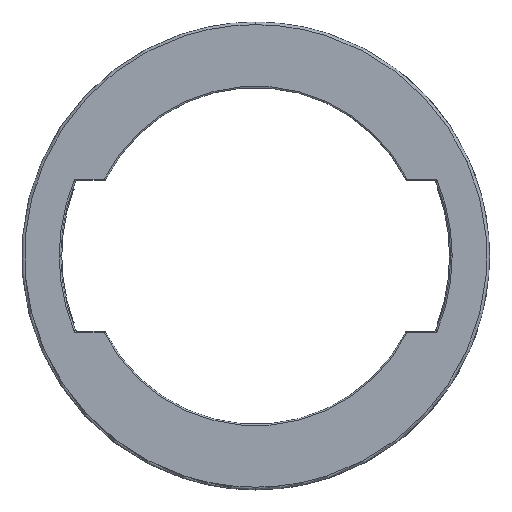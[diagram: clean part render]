
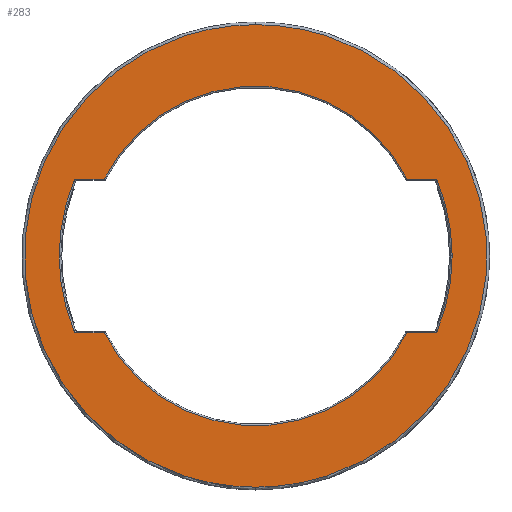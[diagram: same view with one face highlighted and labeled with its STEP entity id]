
A CAD part, top view. The second image highlights one B-rep face of the part: STEP entity #283.
In plain terms, the highlighted planar face has unit normal (0, 0, 1).
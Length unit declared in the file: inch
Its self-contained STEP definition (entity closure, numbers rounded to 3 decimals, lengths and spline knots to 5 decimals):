
#283=ADVANCED_FACE('',(#562,#563),#564,.T.);
#562=FACE_OUTER_BOUND('',#1016,.T.);
#563=FACE_BOUND('',#1017,.T.);
#564=PLANE('',#1018);
#1016=EDGE_LOOP('',(#1749,#1750,#1751,#1752,#1753,#1754));
#1017=EDGE_LOOP('',(#1755,#1756,#1757,#1758,#1759,#1760,#1761,#1762,#1763,#1764,#1765,#1766,#1767,#1768));
#1018=AXIS2_PLACEMENT_3D('',#1769,#1770,#1771);
#1749=ORIENTED_EDGE('',*,*,#1881,.F.);
#1750=ORIENTED_EDGE('',*,*,#1880,.F.);
#1751=ORIENTED_EDGE('',*,*,#1879,.F.);
#1752=ORIENTED_EDGE('',*,*,#1873,.F.);
#1753=ORIENTED_EDGE('',*,*,#1872,.F.);
#1754=ORIENTED_EDGE('',*,*,#1871,.F.);
#1755=ORIENTED_EDGE('',*,*,#1886,.T.);
#1756=ORIENTED_EDGE('',*,*,#1890,.T.);
#1757=ORIENTED_EDGE('',*,*,#1893,.T.);
#1758=ORIENTED_EDGE('',*,*,#1898,.T.);
#1759=ORIENTED_EDGE('',*,*,#1902,.T.);
#1760=ORIENTED_EDGE('',*,*,#1867,.T.);
#1761=ORIENTED_EDGE('',*,*,#1906,.T.);
#1762=ORIENTED_EDGE('',*,*,#1909,.T.);
#1763=ORIENTED_EDGE('',*,*,#1913,.T.);
#1764=ORIENTED_EDGE('',*,*,#1919,.T.);
#1765=ORIENTED_EDGE('',*,*,#1924,.T.);
#1766=ORIENTED_EDGE('',*,*,#1927,.T.);
#1767=ORIENTED_EDGE('',*,*,#1862,.T.);
#1768=ORIENTED_EDGE('',*,*,#1930,.T.);
#1769=CARTESIAN_POINT('',(0.,0.,0.22464));
#1770=DIRECTION('',(0.,0.,1.0));
#1771=DIRECTION('',(0.,1.0,0.0));
#1862=EDGE_CURVE('',#2227,#2224,#2228,.F.);
#1867=EDGE_CURVE('',#2235,#2233,#2236,.F.);
#1871=EDGE_CURVE('',#2239,#2241,#2242,.T.);
#1872=EDGE_CURVE('',#2241,#2243,#2244,.T.);
#1873=EDGE_CURVE('',#2243,#2245,#2246,.T.);
#1879=EDGE_CURVE('',#2245,#2254,#2255,.T.);
#1880=EDGE_CURVE('',#2254,#2256,#2257,.T.);
#1881=EDGE_CURVE('',#2256,#2239,#2258,.T.);
#1886=EDGE_CURVE('',#2260,#2265,#2267,.F.);
#1890=EDGE_CURVE('',#2265,#2271,#2273,.T.);
#1893=EDGE_CURVE('',#2271,#2276,#2278,.F.);
#1898=EDGE_CURVE('',#2276,#2284,#2286,.T.);
#1902=EDGE_CURVE('',#2284,#2235,#2291,.F.);
#1906=EDGE_CURVE('',#2233,#2294,#2296,.F.);
#1909=EDGE_CURVE('',#2294,#2299,#2301,.F.);
#1913=EDGE_CURVE('',#2299,#2305,#2307,.T.);
#1919=EDGE_CURVE('',#2305,#2314,#2316,.F.);
#1924=EDGE_CURVE('',#2314,#2322,#2324,.T.);
#1927=EDGE_CURVE('',#2322,#2227,#2327,.F.);
#1930=EDGE_CURVE('',#2224,#2260,#2330,.F.);
#2224=VERTEX_POINT('',#2773);
#2227=VERTEX_POINT('',#2776);
#2228=CIRCLE('',#2777,0.57874);
#2233=VERTEX_POINT('',#2782);
#2235=VERTEX_POINT('',#2784);
#2236=CIRCLE('',#2785,0.57874);
#2239=VERTEX_POINT('',#2788);
#2241=VERTEX_POINT('',#2790);
#2242=CIRCLE('',#2791,0.6811);
#2243=VERTEX_POINT('',#2792);
#2244=CIRCLE('',#2793,0.6811);
#2245=VERTEX_POINT('',#2794);
#2246=CIRCLE('',#2795,0.6811);
#2254=VERTEX_POINT('',#2803);
#2255=CIRCLE('',#2804,0.6811);
#2256=VERTEX_POINT('',#2805);
#2257=CIRCLE('',#2806,0.6811);
#2258=CIRCLE('',#2807,0.6811);
#2260=VERTEX_POINT('',#2809);
#2265=VERTEX_POINT('',#2814);
#2267=CIRCLE('',#2816,0.00787);
#2271=VERTEX_POINT('',#2821);
#2273=LINE('',#2823,#2824);
#2276=VERTEX_POINT('',#2827);
#2278=CIRCLE('',#2829,0.5);
#2284=VERTEX_POINT('',#2835);
#2286=LINE('',#2837,#2838);
#2291=CIRCLE('',#2844,0.00787);
#2294=VERTEX_POINT('',#2847);
#2296=CIRCLE('',#2849,0.57874);
#2299=VERTEX_POINT('',#2852);
#2301=CIRCLE('',#2854,0.00787);
#2305=VERTEX_POINT('',#2858);
#2307=LINE('',#2860,#2861);
#2314=VERTEX_POINT('',#2869);
#2316=CIRCLE('',#2871,0.5);
#2322=VERTEX_POINT('',#2878);
#2324=LINE('',#2880,#2881);
#2327=CIRCLE('',#2884,0.00787);
#2330=CIRCLE('',#2887,0.57874);
#2773=CARTESIAN_POINT('',(-0.57874,0.,0.22464));
#2776=CARTESIAN_POINT('',(-0.53467,-0.22152,0.22464));
#2777=AXIS2_PLACEMENT_3D('',#3485,#3486,#3487);
#2782=CARTESIAN_POINT('',(0.57874,0.,0.22464));
#2784=CARTESIAN_POINT('',(0.53467,0.22152,0.22464));
#2785=AXIS2_PLACEMENT_3D('',#3497,#3498,#3499);
#2788=CARTESIAN_POINT('',(0.,0.6811,0.22464));
#2790=CARTESIAN_POINT('',(0.20866,0.64835,0.22464));
#2791=AXIS2_PLACEMENT_3D('',#3506,#3507,#3508);
#2792=CARTESIAN_POINT('',(0.20866,-0.64835,0.22464));
#2793=AXIS2_PLACEMENT_3D('',#3509,#3510,#3511);
#2794=CARTESIAN_POINT('',(0.,-0.6811,0.22464));
#2795=AXIS2_PLACEMENT_3D('',#3512,#3513,#3514);
#2803=CARTESIAN_POINT('',(-0.20866,-0.64835,0.22464));
#2804=AXIS2_PLACEMENT_3D('',#3527,#3528,#3529);
#2805=CARTESIAN_POINT('',(-0.20866,0.64835,0.22464));
#2806=AXIS2_PLACEMENT_3D('',#3530,#3531,#3532);
#2807=AXIS2_PLACEMENT_3D('',#3533,#3534,#3535);
#2809=CARTESIAN_POINT('',(-0.53467,0.22152,0.22464));
#2814=CARTESIAN_POINT('',(-0.52739,0.22638,0.22464));
#2816=AXIS2_PLACEMENT_3D('',#3545,#3546,#3547);
#2821=CARTESIAN_POINT('',(-0.44582,0.22638,0.22464));
#2823=CARTESIAN_POINT('',(-0.52739,0.22638,0.22464));
#2824=VECTOR('',#3552,0.08158);
#2827=CARTESIAN_POINT('',(0.44582,0.22638,0.22464));
#2829=AXIS2_PLACEMENT_3D('',#3556,#3557,#3558);
#2835=CARTESIAN_POINT('',(0.52739,0.22638,0.22464));
#2837=CARTESIAN_POINT('',(0.44582,0.22638,0.22464));
#2838=VECTOR('',#3568,0.08158);
#2844=AXIS2_PLACEMENT_3D('',#3573,#3574,#3575);
#2847=CARTESIAN_POINT('',(0.53467,-0.22152,0.22464));
#2849=AXIS2_PLACEMENT_3D('',#3582,#3583,#3584);
#2852=CARTESIAN_POINT('',(0.52739,-0.22638,0.22464));
#2854=AXIS2_PLACEMENT_3D('',#3588,#3589,#3590);
#2858=CARTESIAN_POINT('',(0.44582,-0.22638,0.22464));
#2860=CARTESIAN_POINT('',(0.52739,-0.22638,0.22464));
#2861=VECTOR('',#3597,0.08158);
#2869=CARTESIAN_POINT('',(-0.44582,-0.22638,0.22464));
#2871=AXIS2_PLACEMENT_3D('',#3608,#3609,#3610);
#2878=CARTESIAN_POINT('',(-0.52739,-0.22638,0.22464));
#2880=CARTESIAN_POINT('',(-0.44582,-0.22638,0.22464));
#2881=VECTOR('',#3618,0.08158);
#2884=AXIS2_PLACEMENT_3D('',#3622,#3623,#3624);
#2887=AXIS2_PLACEMENT_3D('',#3628,#3629,#3630);
#3485=CARTESIAN_POINT('',(0.,0.,0.22464));
#3486=DIRECTION('',(0.,0.,1.0));
#3487=DIRECTION('',(1.0,0.,0.));
#3497=CARTESIAN_POINT('',(0.,0.,0.22464));
#3498=DIRECTION('',(0.,0.,1.0));
#3499=DIRECTION('',(1.0,0.,0.));
#3506=CARTESIAN_POINT('',(0.,0.,0.22464));
#3507=DIRECTION('',(0.,0.,-1.0));
#3508=DIRECTION('',(0.,1.0,0.));
#3509=CARTESIAN_POINT('',(0.,0.,0.22464));
#3510=DIRECTION('',(0.,0.,-1.0));
#3511=DIRECTION('',(1.0,0.,0.));
#3512=CARTESIAN_POINT('',(0.,0.,0.22464));
#3513=DIRECTION('',(0.,0.,-1.0));
#3514=DIRECTION('',(0.,1.0,0.));
#3527=CARTESIAN_POINT('',(0.,0.,0.22464));
#3528=DIRECTION('',(0.,0.,-1.0));
#3529=DIRECTION('',(0.,1.0,0.));
#3530=CARTESIAN_POINT('',(0.,0.,0.22464));
#3531=DIRECTION('',(0.,0.,-1.0));
#3532=DIRECTION('',(-1.0,0.,0.));
#3533=CARTESIAN_POINT('',(0.,0.,0.22464));
#3534=DIRECTION('',(0.,0.,-1.0));
#3535=DIRECTION('',(0.,1.0,0.));
#3545=CARTESIAN_POINT('',(-0.52739,0.2185,0.22464));
#3546=DIRECTION('',(0.,0.,1.0));
#3547=DIRECTION('',(1.0,0.,0.));
#3552=DIRECTION('',(1.0,0.,0.));
#3556=CARTESIAN_POINT('',(0.,0.,0.22464));
#3557=DIRECTION('',(0.,0.,1.0));
#3558=DIRECTION('',(1.0,0.,0.));
#3568=DIRECTION('',(1.0,0.,0.));
#3573=CARTESIAN_POINT('',(0.52739,0.2185,0.22464));
#3574=DIRECTION('',(0.,0.,1.0));
#3575=DIRECTION('',(1.0,0.,0.));
#3582=CARTESIAN_POINT('',(0.,0.,0.22464));
#3583=DIRECTION('',(0.,0.,1.0));
#3584=DIRECTION('',(1.0,0.,0.));
#3588=CARTESIAN_POINT('',(0.52739,-0.2185,0.22464));
#3589=DIRECTION('',(0.,0.,1.0));
#3590=DIRECTION('',(1.0,0.,0.));
#3597=DIRECTION('',(-1.0,0.,0.));
#3608=CARTESIAN_POINT('',(0.,0.,0.22464));
#3609=DIRECTION('',(0.,0.,1.0));
#3610=DIRECTION('',(1.0,0.,0.));
#3618=DIRECTION('',(-1.0,0.,0.));
#3622=CARTESIAN_POINT('',(-0.52739,-0.2185,0.22464));
#3623=DIRECTION('',(0.,0.,1.0));
#3624=DIRECTION('',(1.0,0.,0.));
#3628=CARTESIAN_POINT('',(0.,0.,0.22464));
#3629=DIRECTION('',(0.,0.,1.0));
#3630=DIRECTION('',(1.0,0.,0.));
